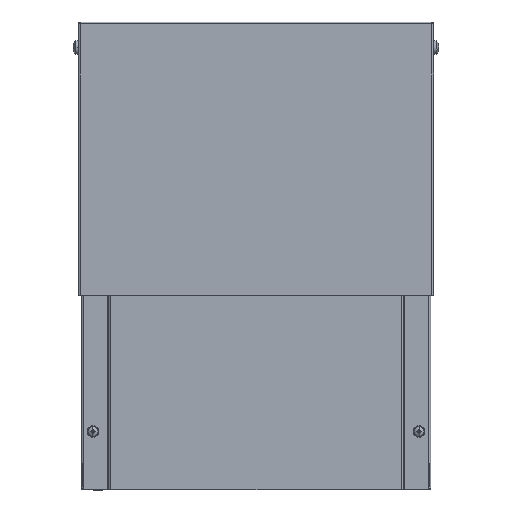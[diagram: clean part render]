
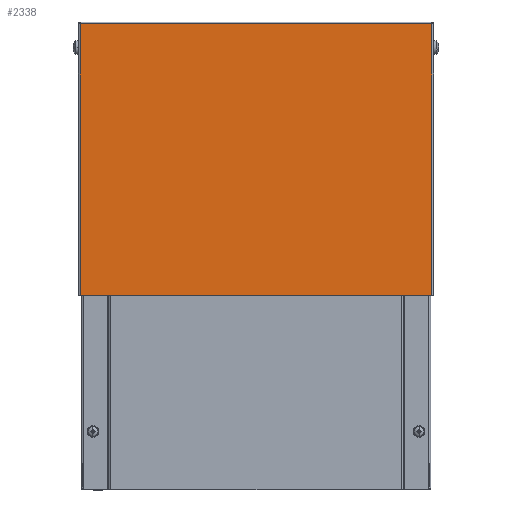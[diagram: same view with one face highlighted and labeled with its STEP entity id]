
A CAD part, top view. The second image highlights one B-rep face of the part: STEP entity #2338.
In plain terms, the highlighted planar face has unit normal (0, 0, 1).
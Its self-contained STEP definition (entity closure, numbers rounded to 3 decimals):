
#11 = CARTESIAN_POINT ( 'NONE',  ( 303.4, 233.4, 0. ) ) ;
#350 = CARTESIAN_POINT ( 'NONE',  ( 303.4, 0., 0. ) ) ;
#901 = FACE_OUTER_BOUND ( 'NONE', #8798, .T. ) ;
#1014 = VERTEX_POINT ( 'NONE', #1601 ) ;
#1216 = EDGE_CURVE ( 'NONE', #14451, #7083, #9647, .T. ) ;
#1218 = CARTESIAN_POINT ( 'NONE',  ( 0., 0., 0. ) ) ;
#1601 = CARTESIAN_POINT ( 'NONE',  ( 1.6, 233.4, 0. ) ) ;
#1619 = EDGE_CURVE ( 'NONE', #7083, #4102, #7503, .T. ) ;
#1679 = CARTESIAN_POINT ( 'NONE',  ( 303.4, 0., 0. ) ) ;
#2042 = CARTESIAN_POINT ( 'NONE',  ( 1.6, 235., 0. ) ) ;
#2338 = ADVANCED_FACE ( 'NONE', ( #901 ), #13530, .F. ) ;
#2528 = DIRECTION ( 'NONE',  ( -1., 0., 0. ) ) ;
#2560 = ORIENTED_EDGE ( 'NONE', *, *, #1216, .T. ) ;
#3578 = EDGE_CURVE ( 'NONE', #4102, #1014, #9594, .T. ) ;
#3879 = CARTESIAN_POINT ( 'NONE',  ( 1.6, 0., 0. ) ) ;
#4102 = VERTEX_POINT ( 'NONE', #5039 ) ;
#5039 = CARTESIAN_POINT ( 'NONE',  ( 303.4, 233.4, 0. ) ) ;
#5560 = LINE ( 'NONE', #2042, #9858 ) ;
#5797 = VECTOR ( 'NONE', #12141, 1000. ) ;
#5883 = DIRECTION ( 'NONE',  ( 0., 0., -1. ) ) ;
#6661 = DIRECTION ( 'NONE',  ( 0., 1., 0. ) ) ;
#7083 = VERTEX_POINT ( 'NONE', #350 ) ;
#7104 = EDGE_CURVE ( 'NONE', #1014, #14451, #5560, .T. ) ;
#7503 = LINE ( 'NONE', #1679, #9981 ) ;
#8499 = VECTOR ( 'NONE', #2528, 1000. ) ;
#8589 = AXIS2_PLACEMENT_3D ( 'NONE', #13371, #5883, #15819 ) ;
#8798 = EDGE_LOOP ( 'NONE', ( #15424, #14644, #2560, #10752 ) ) ;
#9413 = DIRECTION ( 'NONE',  ( 0., -1., 0. ) ) ;
#9594 = LINE ( 'NONE', #11, #8499 ) ;
#9647 = LINE ( 'NONE', #1218, #5797 ) ;
#9858 = VECTOR ( 'NONE', #9413, 1000. ) ;
#9981 = VECTOR ( 'NONE', #6661, 1000. ) ;
#10752 = ORIENTED_EDGE ( 'NONE', *, *, #1619, .T. ) ;
#12141 = DIRECTION ( 'NONE',  ( 1., 0., 0. ) ) ;
#13371 = CARTESIAN_POINT ( 'NONE',  ( 0., 0., 0. ) ) ;
#13530 = PLANE ( 'NONE',  #8589 ) ;
#14451 = VERTEX_POINT ( 'NONE', #3879 ) ;
#14644 = ORIENTED_EDGE ( 'NONE', *, *, #7104, .T. ) ;
#15424 = ORIENTED_EDGE ( 'NONE', *, *, #3578, .T. ) ;
#15819 = DIRECTION ( 'NONE',  ( -1., 0., 0. ) ) ;
